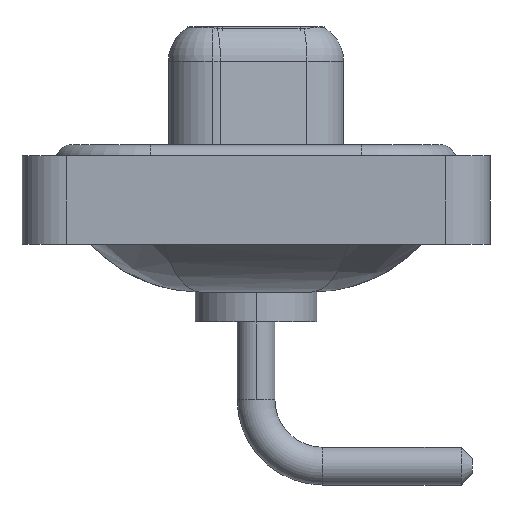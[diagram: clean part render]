
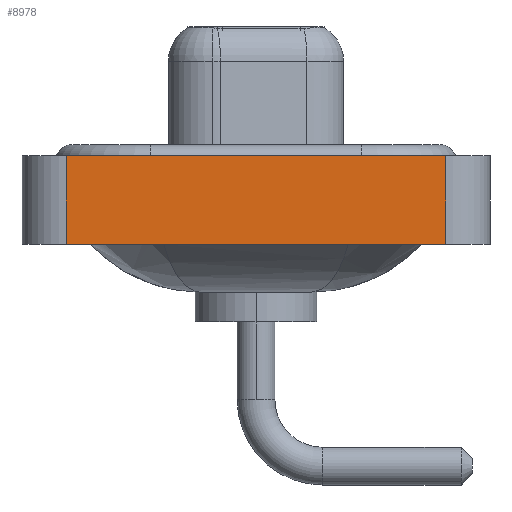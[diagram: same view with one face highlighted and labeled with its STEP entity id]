
A CAD part, left-side view. The second image highlights one B-rep face of the part: STEP entity #8978.
In plain terms, the highlighted planar face has unit normal (-1, 0, 0).
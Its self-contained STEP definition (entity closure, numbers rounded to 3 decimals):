
#586 = DIRECTION ( 'NONE',  ( 0., 0., 1. ) ) ;
#1035 = EDGE_CURVE ( 'NONE', #6725, #12626, #13672, .T. ) ;
#1057 = CARTESIAN_POINT ( 'NONE',  ( -7.25, -8.55, 0.4 ) ) ;
#1643 = VECTOR ( 'NONE', #10731, 1000. ) ;
#1997 = EDGE_CURVE ( 'NONE', #11289, #12626, #10572, .T. ) ;
#2885 = CARTESIAN_POINT ( 'NONE',  ( -7.25, 8.55, -3.6 ) ) ;
#3332 = CARTESIAN_POINT ( 'NONE',  ( -7.25, -8.55, -3.6 ) ) ;
#4814 = VECTOR ( 'NONE', #6107, 1000. ) ;
#5756 = VERTEX_POINT ( 'NONE', #12468 ) ;
#5785 = EDGE_CURVE ( 'NONE', #5756, #11289, #10324, .T. ) ;
#5899 = ORIENTED_EDGE ( 'NONE', *, *, #1035, .T. ) ;
#6107 = DIRECTION ( 'NONE',  ( 0., -1., 0. ) ) ;
#6725 = VERTEX_POINT ( 'NONE', #13638 ) ;
#6902 = DIRECTION ( 'NONE',  ( 0., 0., 1. ) ) ;
#7085 = CARTESIAN_POINT ( 'NONE',  ( -7.25, -8.55, 0.4 ) ) ;
#7613 = LINE ( 'NONE', #13315, #4814 ) ;
#8165 = DIRECTION ( 'NONE',  ( -1., 0., 0. ) ) ;
#8540 = DIRECTION ( 'NONE',  ( 0., 0., 1. ) ) ;
#8978 = ADVANCED_FACE ( 'NONE', ( #14271 ), #15460, .T. ) ;
#9889 = AXIS2_PLACEMENT_3D ( 'NONE', #3332, #8165, #6902 ) ;
#10324 = LINE ( 'NONE', #2885, #11426 ) ;
#10572 = LINE ( 'NONE', #1057, #1643 ) ;
#10731 = DIRECTION ( 'NONE',  ( 0., -1., 0. ) ) ;
#10922 = CARTESIAN_POINT ( 'NONE',  ( -7.25, -8.55, -3.6 ) ) ;
#10981 = EDGE_LOOP ( 'NONE', ( #5899, #13251, #12549, #15323 ) ) ;
#11289 = VERTEX_POINT ( 'NONE', #12780 ) ;
#11426 = VECTOR ( 'NONE', #586, 1000. ) ;
#12468 = CARTESIAN_POINT ( 'NONE',  ( -7.25, 8.55, -3.6 ) ) ;
#12549 = ORIENTED_EDGE ( 'NONE', *, *, #5785, .F. ) ;
#12626 = VERTEX_POINT ( 'NONE', #7085 ) ;
#12780 = CARTESIAN_POINT ( 'NONE',  ( -7.25, 8.55, 0.4 ) ) ;
#13251 = ORIENTED_EDGE ( 'NONE', *, *, #1997, .F. ) ;
#13269 = VECTOR ( 'NONE', #8540, 1000. ) ;
#13315 = CARTESIAN_POINT ( 'NONE',  ( -7.25, -8.55, -3.6 ) ) ;
#13319 = EDGE_CURVE ( 'NONE', #5756, #6725, #7613, .T. ) ;
#13638 = CARTESIAN_POINT ( 'NONE',  ( -7.25, -8.55, -3.6 ) ) ;
#13672 = LINE ( 'NONE', #10922, #13269 ) ;
#14271 = FACE_OUTER_BOUND ( 'NONE', #10981, .T. ) ;
#15323 = ORIENTED_EDGE ( 'NONE', *, *, #13319, .T. ) ;
#15460 = PLANE ( 'NONE',  #9889 ) ;
